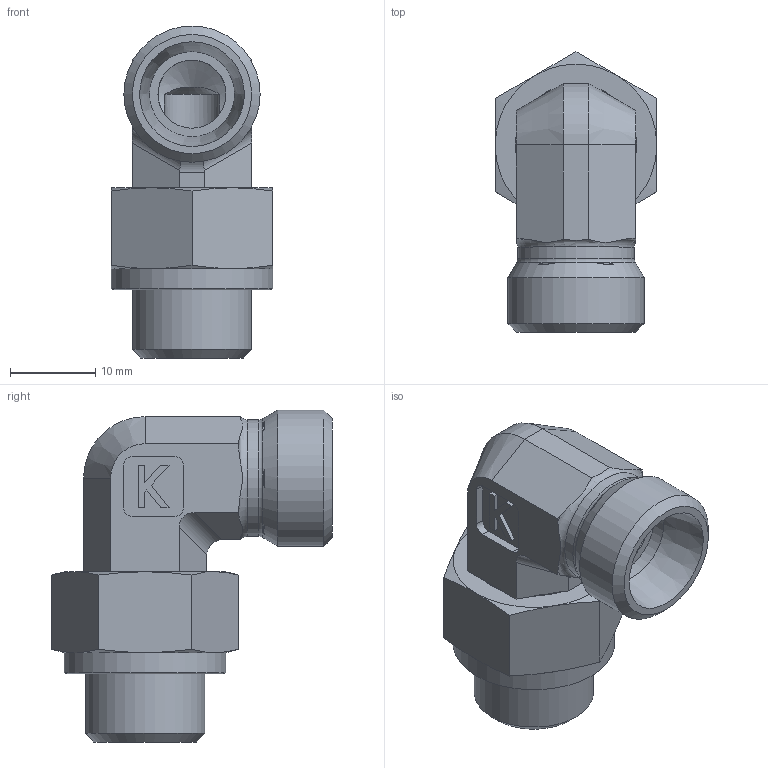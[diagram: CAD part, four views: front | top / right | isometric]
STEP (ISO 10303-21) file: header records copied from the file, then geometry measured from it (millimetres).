
FILE_DESCRIPTION((''),'2;1');
FILE_NAME('671511416.stp','2015-02-06T14:03:56',(''),('KNOMI spol. s r. o.'),'Autodesk Inventor 2012','Autodesk Inventor 2012','');
FILE_SCHEMA(('AUTOMOTIVE_DESIGN { 1 2 10303 214 0 1 1 1 }'));
Length unit declared in the file: millimetre
Products named in the file (3): ÚPS M14/M16 B; 6785101416; 6755114
Assembly tree (2 placements, depth 2):
  ÚPS M14/M16 B
    6785101416
    6755114
Bounding box: 19 x 32.97 x 39 mm (x, y, z)
Volume: 8151.6 mm3; surface area: 5472.9 mm2
Topology: 2 solids, 2 shells, 110 faces, 260 edges, 162 vertices
Faces by surface type: plane 64, cone 26, cylinder 18, torus 2
Full cylindrical faces by diameter (mm): 6.5 x1, 8 x1, 10 x1, 12.376 x1, 13.7 x1, 13.999 x1, 14 x2, 16 x1, 19 x1
Entity records: 3172 total; most frequent: CARTESIAN_POINT 669, DIRECTION 490, ORIENTED_EDGE 458, EDGE_CURVE 229, AXIS2_PLACEMENT_3D 188, VERTEX_POINT 153, EDGE_LOOP 144, VECTOR 114
